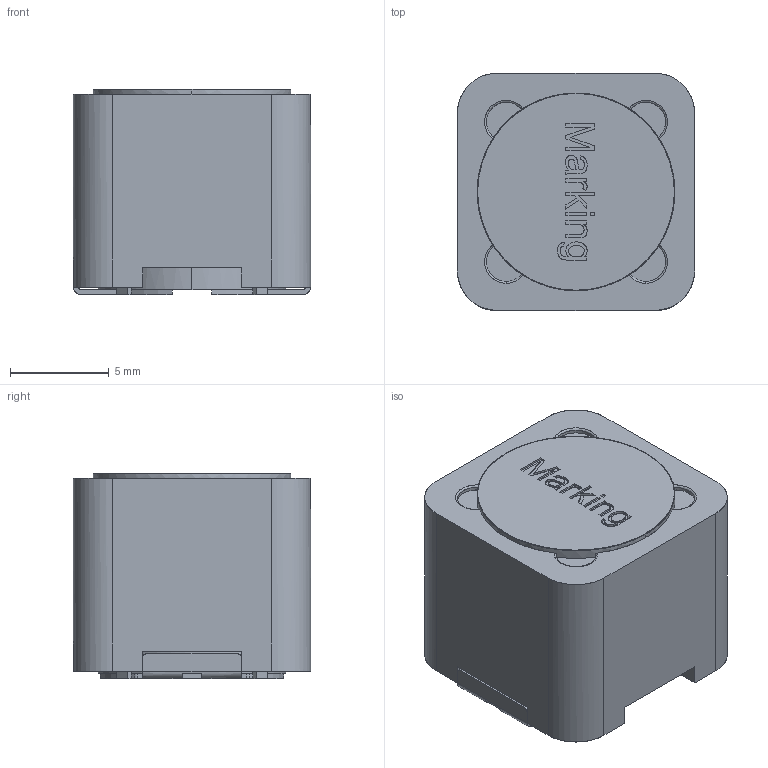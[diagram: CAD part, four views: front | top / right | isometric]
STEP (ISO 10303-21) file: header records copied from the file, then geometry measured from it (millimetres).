
FILE_DESCRIPTION(('FreeCAD Model'),'2;1');
FILE_NAME('7447709101.step','2018-03-27T14:04:49',( 'kicad StepUp'),('ksu MCAD'),'Open CASCADE STEP processor 6.8', 'FreeCAD','Unknown');
FILE_SCHEMA(('AUTOMOTIVE_DESIGN_CC2 { 1 2 10303 214 -1 1 5 4 }'));
Length unit declared in the file: millimetre
Products named in the file (2): ASSEMBLY; 7447709101
Assembly tree (1 placements, depth 2):
  ASSEMBLY
    7447709101
Bounding box: 12 x 12 x 10.38 mm (x, y, z)
Surface area: 1320.7 mm2 (no closed solid volume)
Topology: 0 solids, 243 shells, 243 faces, 1708 edges, 1708 vertices
Faces by surface type: bspline 243
Entity records: 18765 total; most frequent: CARTESIAN_POINT 9168, ORIENTED_EDGE 1708, EDGE_CURVE 1708, VERTEX_POINT 1708, B_SPLINE_CURVE_WITH_KNOTS 1340, FACE_BOUND 258, EDGE_LOOP 258, SHELL_BASED_SURFACE_MODEL 243
